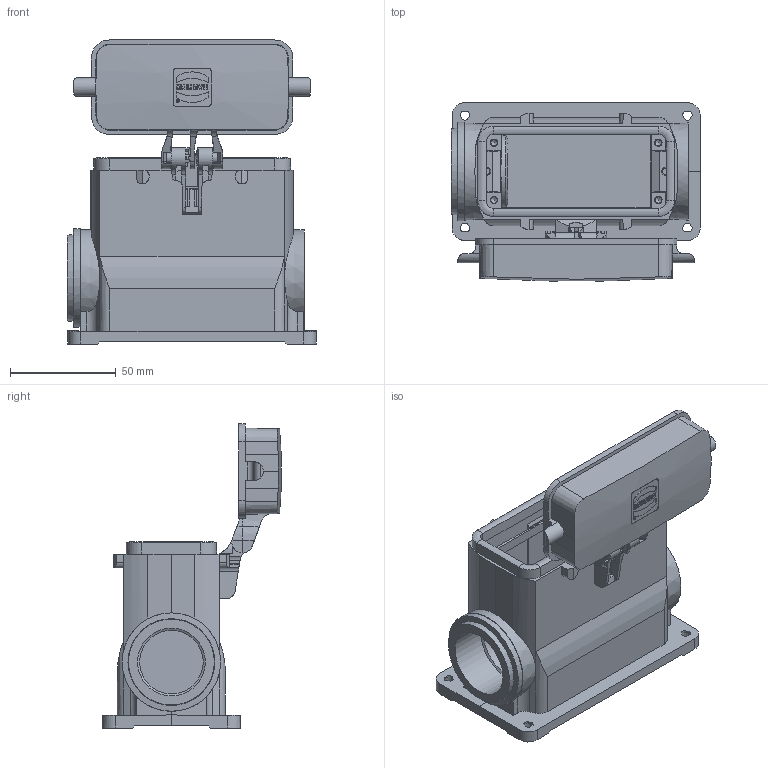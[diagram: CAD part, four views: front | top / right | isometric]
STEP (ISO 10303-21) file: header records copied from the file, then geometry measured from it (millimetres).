
FILE_DESCRIPTION(/* description */ (''),/* implementation_level */ '2;1');
FILE_NAME(/* name */ '100751274ugm000_c.stp',/* time_stamp */ '2022-07-06T11:17:33+02:00',/* author */ (''),/* organization */ (''),/* preprocessor_version */ 'ST-DEVELOPER v16.7',/* originating_system */ 'SIEMENS PLM Software NX 1911',/* authorisation */ '');
FILE_SCHEMA (('AUTOMOTIVE_DESIGN { 1 0 10303 214 3 1 1 1 }'));
Length unit declared in the file: millimetre
Products named in the file (1): 100751274ugm000_c
Bounding box: 117.65 x 84.43 x 143.5 mm (x, y, z)
Volume: 17898.6 mm3; surface area: 87356.1 mm2
Topology: 1 solids, 511 shells, 746 faces, 3494 edges, 3236 vertices
Faces by surface type: plane 504, cylinder 128, cone 89, bspline 14, extrusion 6, torus 5
Full cylindrical faces by diameter (mm): 1.006 x1, 1.477 x1, 3 x4, 3.4 x4, 3.5 x4, 4.8 x2, 30 x1, 32 x1, 46.4 x1
Entity records: 47214 total; most frequent: CARTESIAN_POINT 11027, DIRECTION 5296, ORIENTED_EDGE 4064, EDGE_CURVE 3432, VERTEX_POINT 3218, VECTOR 2194, LINE 2188, AXIS2_PLACEMENT_3D 1551
